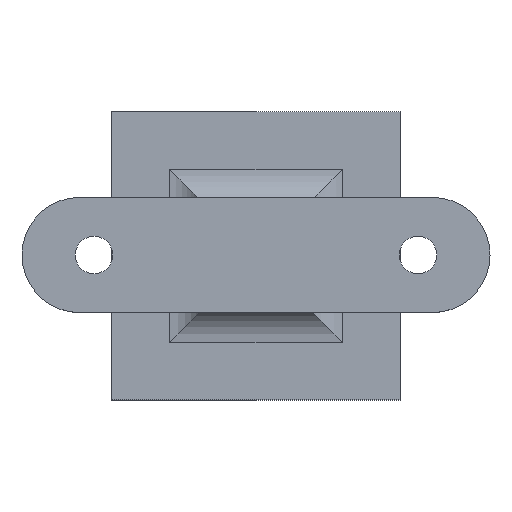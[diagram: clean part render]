
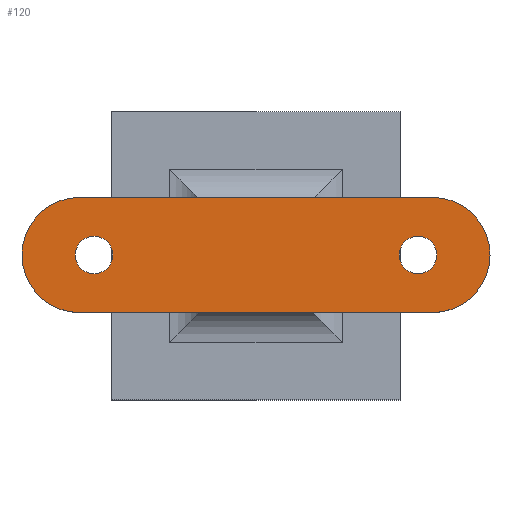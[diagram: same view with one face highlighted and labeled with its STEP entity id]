
A CAD part, top view. The second image highlights one B-rep face of the part: STEP entity #120.
In plain terms, the highlighted planar face has unit normal (0, 0, 1).
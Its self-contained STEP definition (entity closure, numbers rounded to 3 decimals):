
#120=ADVANCED_FACE('',(#213,#214,#215),#169,.T.);
#169=PLANE('',#1035);
#213=FACE_BOUND('',#239,.T.);
#214=FACE_BOUND('',#240,.T.);
#215=FACE_BOUND('',#241,.T.);
#239=EDGE_LOOP('',(#323,#324,#325,#326));
#240=EDGE_LOOP('',(#327));
#241=EDGE_LOOP('',(#328));
#323=ORIENTED_EDGE('',*,*,#630,.T.);
#324=ORIENTED_EDGE('',*,*,#621,.T.);
#325=ORIENTED_EDGE('',*,*,#624,.T.);
#326=ORIENTED_EDGE('',*,*,#626,.T.);
#327=ORIENTED_EDGE('',*,*,#629,.F.);
#328=ORIENTED_EDGE('',*,*,#632,.F.);
#543=VERTEX_POINT('',#1376);
#544=VERTEX_POINT('',#1377);
#545=VERTEX_POINT('',#1382);
#546=VERTEX_POINT('',#1386);
#548=VERTEX_POINT('',#1392);
#550=VERTEX_POINT('',#1399);
#621=EDGE_CURVE('',#543,#544,#786,.T.);
#624=EDGE_CURVE('',#544,#545,#735,.T.);
#626=EDGE_CURVE('',#545,#546,#790,.T.);
#629=EDGE_CURVE('',#548,#548,#737,.T.);
#630=EDGE_CURVE('',#546,#543,#738,.T.);
#632=EDGE_CURVE('',#550,#550,#740,.T.);
#735=CIRCLE('',#1024,8.);
#737=CIRCLE('',#1028,2.6);
#738=CIRCLE('',#1030,8.);
#740=CIRCLE('',#1033,2.6);
#786=LINE('',#1375,#893);
#790=LINE('',#1385,#897);
#893=VECTOR('',#1118,1.);
#897=VECTOR('',#1128,1.);
#1024=AXIS2_PLACEMENT_3D('',#1381,#1123,#1124);
#1028=AXIS2_PLACEMENT_3D('',#1391,#1134,#1135);
#1030=AXIS2_PLACEMENT_3D('',#1394,#1138,#1139);
#1033=AXIS2_PLACEMENT_3D('',#1398,#1144,#1145);
#1035=AXIS2_PLACEMENT_3D('',#1401,#1148,#1149);
#1118=DIRECTION('',(1.,0.,0.));
#1123=DIRECTION('',(0.,0.,1.));
#1124=DIRECTION('',(1.,0.,0.));
#1128=DIRECTION('',(-1.,0.,0.));
#1134=DIRECTION('',(0.,0.,1.));
#1135=DIRECTION('',(1.,0.,0.));
#1138=DIRECTION('',(0.,0.,1.));
#1139=DIRECTION('',(1.,0.,0.));
#1144=DIRECTION('',(0.,0.,1.));
#1145=DIRECTION('',(1.,0.,0.));
#1148=DIRECTION('',(0.,0.,1.));
#1149=DIRECTION('',(1.,0.,0.));
#1375=CARTESIAN_POINT('',(-24.5,-8.,81.));
#1376=CARTESIAN_POINT('',(-24.5,-8.,81.));
#1377=CARTESIAN_POINT('',(24.5,-8.,81.));
#1381=CARTESIAN_POINT('',(24.5,0.,81.));
#1382=CARTESIAN_POINT('',(24.5,8.,81.));
#1385=CARTESIAN_POINT('',(24.5,8.,81.));
#1386=CARTESIAN_POINT('',(-24.5,8.,81.));
#1391=CARTESIAN_POINT('',(-22.5,0.,81.));
#1392=CARTESIAN_POINT('',(-19.9,0.,81.));
#1394=CARTESIAN_POINT('',(-24.5,0.,81.));
#1398=CARTESIAN_POINT('',(22.5,0.,81.));
#1399=CARTESIAN_POINT('',(25.1,0.,81.));
#1401=CARTESIAN_POINT('',(-24.5,0.,81.));
